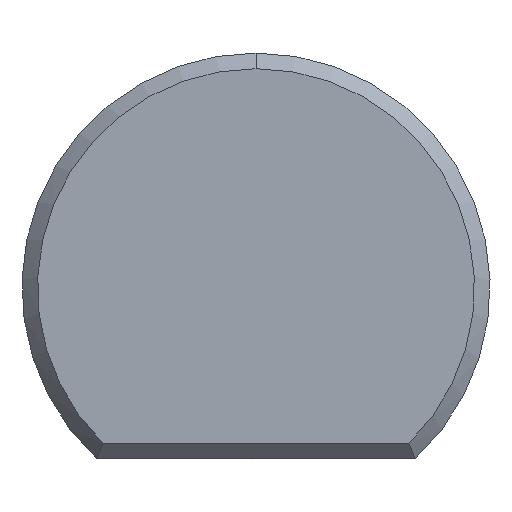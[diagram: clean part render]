
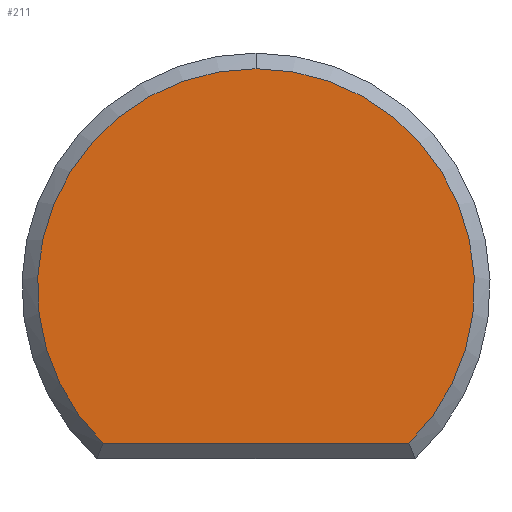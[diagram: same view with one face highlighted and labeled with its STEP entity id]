
A CAD part, front view. The second image highlights one B-rep face of the part: STEP entity #211.
In plain terms, the highlighted planar face has unit normal (0, -1, 0).
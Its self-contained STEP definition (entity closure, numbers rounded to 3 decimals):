
#11 = FACE_OUTER_BOUND ( 'NONE', #216, .T. ) ;
#15 = VERTEX_POINT ( 'NONE', #237 ) ;
#21 = ORIENTED_EDGE ( 'NONE', *, *, #228, .T. ) ;
#24 = CARTESIAN_POINT ( 'NONE',  ( 0., 0., 2.8 ) ) ;
#25 = VECTOR ( 'NONE', #240, 1000. ) ;
#29 = CARTESIAN_POINT ( 'NONE',  ( 0., 0., 0. ) ) ;
#31 = PLANE ( 'NONE',  #191 ) ;
#36 = VERTEX_POINT ( 'NONE', #24 ) ;
#44 = CARTESIAN_POINT ( 'NONE',  ( 0., 0., -2. ) ) ;
#53 = DIRECTION ( 'NONE',  ( 0., 0., 1. ) ) ;
#67 = DIRECTION ( 'NONE',  ( 0., 0., 1. ) ) ;
#69 = DIRECTION ( 'NONE',  ( 0., 1., 0. ) ) ;
#75 = EDGE_CURVE ( 'NONE', #178, #15, #142, .T. ) ;
#85 = DIRECTION ( 'NONE',  ( 0., 0., 1. ) ) ;
#91 = DIRECTION ( 'NONE',  ( 0., -1., 0. ) ) ;
#111 = DIRECTION ( 'NONE',  ( 0., -1., 0. ) ) ;
#121 = CIRCLE ( 'NONE', #255, 2.8 ) ;
#142 = LINE ( 'NONE', #44, #25 ) ;
#158 = CIRCLE ( 'NONE', #213, 2.8 ) ;
#160 = ORIENTED_EDGE ( 'NONE', *, *, #197, .T. ) ;
#178 = VERTEX_POINT ( 'NONE', #193 ) ;
#180 = ORIENTED_EDGE ( 'NONE', *, *, #75, .T. ) ;
#191 = AXIS2_PLACEMENT_3D ( 'NONE', #29, #69, #85 ) ;
#193 = CARTESIAN_POINT ( 'NONE',  ( -1.96, 0., -2. ) ) ;
#197 = EDGE_CURVE ( 'NONE', #15, #36, #158, .T. ) ;
#211 = ADVANCED_FACE ( 'NONE', ( #11 ), #31, .F. ) ;
#213 = AXIS2_PLACEMENT_3D ( 'NONE', #225, #91, #53 ) ;
#216 = EDGE_LOOP ( 'NONE', ( #160, #21, #180 ) ) ;
#225 = CARTESIAN_POINT ( 'NONE',  ( 0., 0., 0. ) ) ;
#228 = EDGE_CURVE ( 'NONE', #36, #178, #121, .T. ) ;
#237 = CARTESIAN_POINT ( 'NONE',  ( 1.96, 0., -2. ) ) ;
#240 = DIRECTION ( 'NONE',  ( 1., 0., 0. ) ) ;
#249 = CARTESIAN_POINT ( 'NONE',  ( 0., 0., 0. ) ) ;
#255 = AXIS2_PLACEMENT_3D ( 'NONE', #249, #111, #67 ) ;
